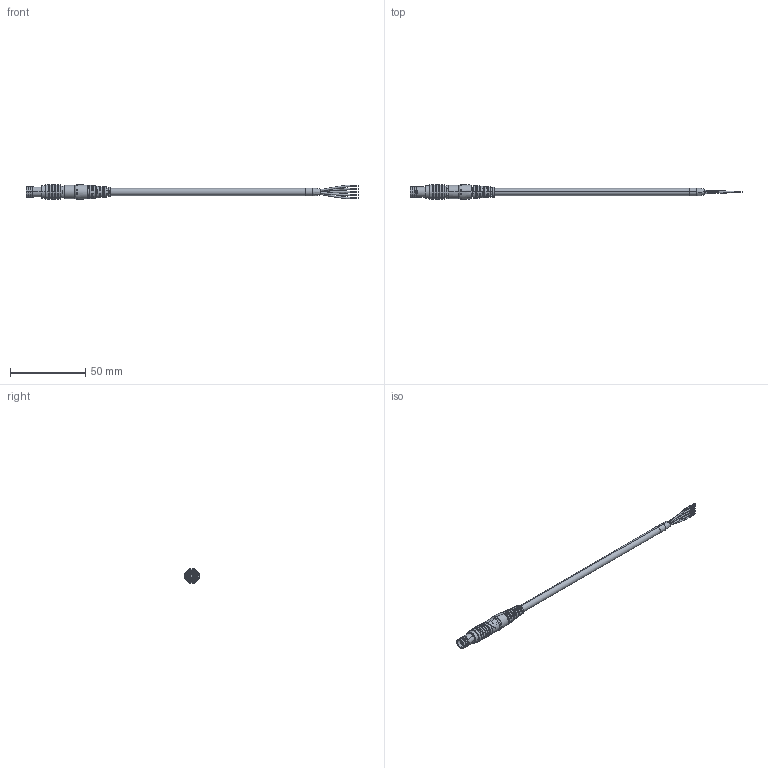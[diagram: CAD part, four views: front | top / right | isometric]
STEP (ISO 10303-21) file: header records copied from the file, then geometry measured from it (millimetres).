
FILE_DESCRIPTION (( 'STEP AP203' ), '1' );
FILE_NAME ('10-02262_revA.STEP', '2018-03-29T17:12:04', ( '' ), ( '' ), 'SwSTEP 2.0', 'SolidWorks 2015', '' );
FILE_SCHEMA (( 'CONFIG_CONTROL_DESIGN' ));
Length unit declared in the file: millimetre
Products named in the file (11): PPL7-split insert 2-male; 51-00019.M; 24-00206; PPL7-outer shell-plug; 10-02262_revA; PPL7-split insert 1-male; 30-00918_s + t; PPL7-latch sleeve-plug; PPL7-collet nut-SR; PPL7- 5P insulator male; PPL7-collet-52
Assembly tree (10 placements, depth 3):
  10-02262_revA
    51-00019.M
      PPL7- 5P insulator male
      PPL7-split insert 1-male
      PPL7-split insert 2-male
      PPL7-latch sleeve-plug
      PPL7-outer shell-plug
      PPL7-collet nut-SR
      PPL7-collet-52
    24-00206
    30-00918_s + t
Bounding box: 220.89 x 10 x 10 mm (x, y, z)
Volume: 5368.5 mm3; surface area: 30466.3 mm2
Topology: 284 solids, 284 shells, 2352 faces, 5217 edges, 3430 vertices
Faces by surface type: cylinder 1269, plane 756, bspline 197, cone 73, torus 43, sphere 14
Entity records: 92408 total; most frequent: CARTESIAN_POINT 38402, DIRECTION 11384, ORIENTED_EDGE 10382, EDGE_CURVE 5191, AXIS2_PLACEMENT_3D 4824, VERTEX_POINT 3416, EDGE_LOOP 2895, CIRCLE 2655
